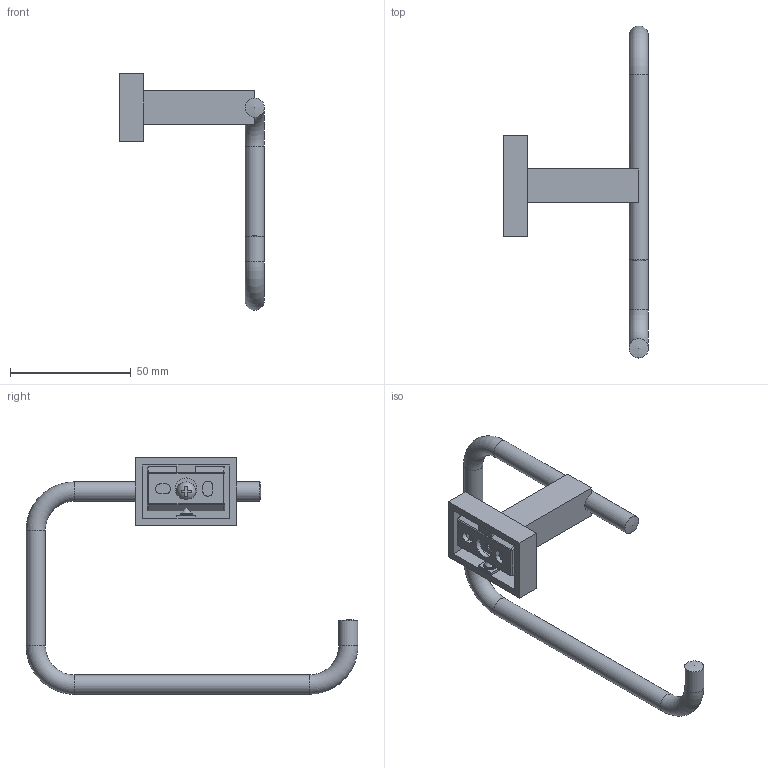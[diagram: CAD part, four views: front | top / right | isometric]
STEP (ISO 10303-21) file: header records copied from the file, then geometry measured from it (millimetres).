
FILE_DESCRIPTION(/* description */ ('Unknown'),/* implementation_level */ '2;1');
FILE_NAME(/* name */ '40507000',/* time_stamp */ '2022-09-08T17:54:44+02:00',/* author */ ('Unknown'),/* organization */ ('GROHE AG'),/* preprocessor_version */ 'ST-DEVELOPER v16.7',/* originating_system */ 'DEX',/* authorisation */ $);
FILE_SCHEMA (('AUTOMOTIVE_DESIGN {1 0 10303 214 3 1 1}'));
Length unit declared in the file: millimetre
Products named in the file (8): 40507000; 5700-01; 5700-02; 5700-04; 5700-05; 5700-08; 5751-01; 5751-02
Assembly tree (7 placements, depth 2):
  40507000
    5700-01
    5700-02
    5700-04
    5700-05
    5700-08
    5751-01
    5751-02
Bounding box: 60 x 137.5 x 98 mm (x, y, z)
Surface area: 16503.3 mm2 (no closed solid volume)
Topology: 0 solids, 12 shells, 102 faces, 313 edges, 221 vertices
Faces by surface type: plane 58, cylinder 28, sphere 7, bspline 4, torus 3, cone 2
Full cylindrical faces by diameter (mm): 8 x4, 9 x1
Entity records: 4511 total; most frequent: CARTESIAN_POINT 1730, ORIENTED_EDGE 498, DIRECTION 488, EDGE_CURVE 288, VERTEX_POINT 210, LINE 166, VECTOR 166, AXIS2_PLACEMENT_3D 161
